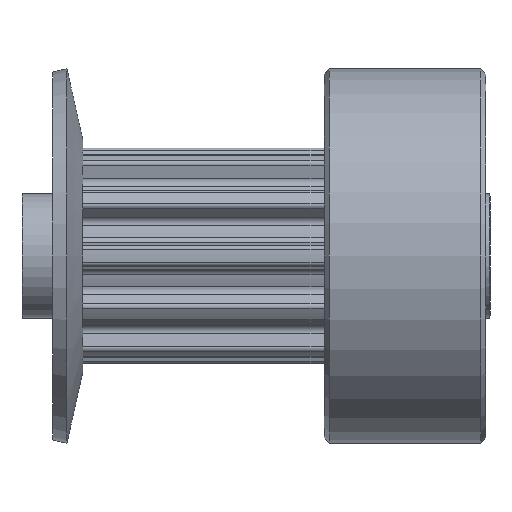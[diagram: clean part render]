
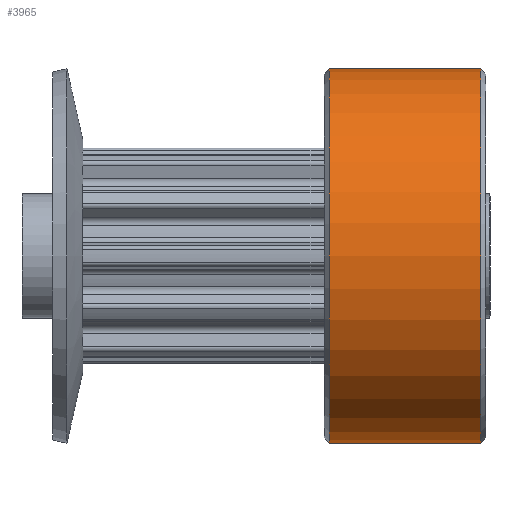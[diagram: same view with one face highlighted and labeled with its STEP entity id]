
A CAD part, front view. The second image highlights one B-rep face of the part: STEP entity #3965.
In plain terms, the highlighted cylindrical face has radius 5.715 mm (diameter 11.43 mm), a partial arc.
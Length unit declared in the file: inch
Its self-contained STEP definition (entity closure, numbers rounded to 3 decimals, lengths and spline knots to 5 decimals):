
#374 = CARTESIAN_POINT ( 'NONE',  ( 0.26995, 0., 0. ) ) ;
#630 = CIRCLE ( 'NONE', #5051, 0.225 ) ;
#747 = EDGE_CURVE ( 'NONE', #3345, #3923, #3667, .T. ) ;
#839 = DIRECTION ( 'NONE',  ( 0., 0., -1. ) ) ;
#944 = EDGE_CURVE ( 'NONE', #4859, #3345, #630, .T. ) ;
#1014 = CARTESIAN_POINT ( 'NONE',  ( 0.08805, 0., 0. ) ) ;
#1155 = CARTESIAN_POINT ( 'NONE',  ( 0.08805, 0., 0.225 ) ) ;
#1395 = ORIENTED_EDGE ( 'NONE', *, *, #944, .T. ) ;
#1460 = EDGE_CURVE ( 'NONE', #3923, #2597, #3522, .T. ) ;
#1461 = AXIS2_PLACEMENT_3D ( 'NONE', #5249, #2593, #3936 ) ;
#1500 = DIRECTION ( 'NONE',  ( 0., 0., 1. ) ) ;
#1909 = CYLINDRICAL_SURFACE ( 'NONE', #1461, 0.225 ) ;
#2185 = ORIENTED_EDGE ( 'NONE', *, *, #747, .T. ) ;
#2593 = DIRECTION ( 'NONE',  ( -1., 0., 0. ) ) ;
#2597 = VERTEX_POINT ( 'NONE', #3818 ) ;
#2610 = VECTOR ( 'NONE', #3114, 39.37008 ) ;
#2630 = EDGE_LOOP ( 'NONE', ( #5394, #1395, #2185, #5208 ) ) ;
#2736 = CARTESIAN_POINT ( 'NONE',  ( -0.31404, 0., 0.225 ) ) ;
#2887 = EDGE_CURVE ( 'NONE', #4859, #2597, #4946, .T. ) ;
#3114 = DIRECTION ( 'NONE',  ( -1., 0., 0. ) ) ;
#3345 = VERTEX_POINT ( 'NONE', #3390 ) ;
#3351 = AXIS2_PLACEMENT_3D ( 'NONE', #1014, #4224, #1500 ) ;
#3390 = CARTESIAN_POINT ( 'NONE',  ( 0.26995, 0., 0.225 ) ) ;
#3522 = CIRCLE ( 'NONE', #3351, 0.225 ) ;
#3592 = DIRECTION ( 'NONE',  ( -1., 0., 0. ) ) ;
#3597 = DIRECTION ( 'NONE',  ( -1., 0., 0. ) ) ;
#3667 = LINE ( 'NONE', #2736, #2610 ) ;
#3818 = CARTESIAN_POINT ( 'NONE',  ( 0.08805, 0., -0.225 ) ) ;
#3923 = VERTEX_POINT ( 'NONE', #1155 ) ;
#3936 = DIRECTION ( 'NONE',  ( 0., 0., 1. ) ) ;
#3965 = ADVANCED_FACE ( 'NONE', ( #5340 ), #1909, .T. ) ;
#4034 = CARTESIAN_POINT ( 'NONE',  ( 0.26995, 0., -0.225 ) ) ;
#4224 = DIRECTION ( 'NONE',  ( 1., 0., 0. ) ) ;
#4809 = VECTOR ( 'NONE', #3592, 39.37008 ) ;
#4859 = VERTEX_POINT ( 'NONE', #4034 ) ;
#4946 = LINE ( 'NONE', #5795, #4809 ) ;
#5051 = AXIS2_PLACEMENT_3D ( 'NONE', #374, #3597, #839 ) ;
#5208 = ORIENTED_EDGE ( 'NONE', *, *, #1460, .T. ) ;
#5249 = CARTESIAN_POINT ( 'NONE',  ( -0.31404, 0., 0. ) ) ;
#5340 = FACE_OUTER_BOUND ( 'NONE', #2630, .T. ) ;
#5394 = ORIENTED_EDGE ( 'NONE', *, *, #2887, .F. ) ;
#5795 = CARTESIAN_POINT ( 'NONE',  ( -0.31404, 0., -0.225 ) ) ;
